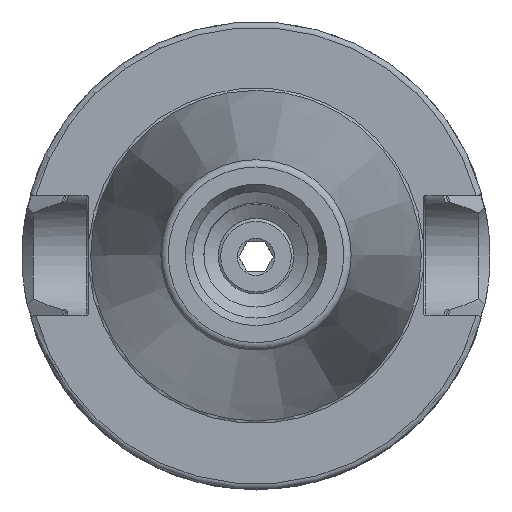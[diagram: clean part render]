
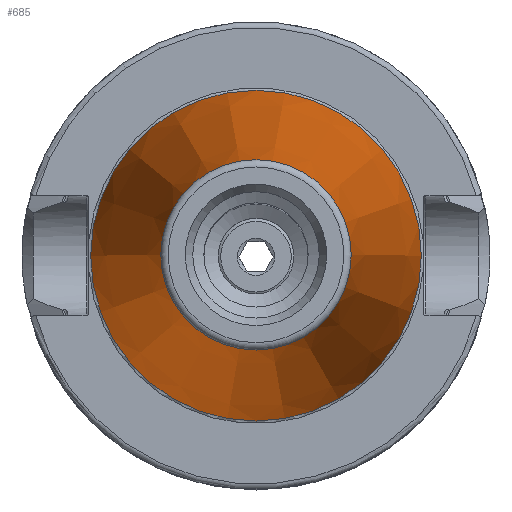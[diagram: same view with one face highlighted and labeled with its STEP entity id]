
A CAD part, top view. The second image highlights one B-rep face of the part: STEP entity #685.
In plain terms, the highlighted conical face has half-angle 8.298 degrees and reference radius 12.687 mm.
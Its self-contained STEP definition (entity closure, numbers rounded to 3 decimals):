
#685=ADVANCED_FACE('',(#887,#888),#844,.T.);
#844=CONICAL_SURFACE('',#2814,12.687,8.298);
#887=FACE_BOUND('',#1019,.T.);
#888=FACE_BOUND('',#1020,.T.);
#1019=EDGE_LOOP('',(#1317));
#1020=EDGE_LOOP('',(#1318));
#1317=ORIENTED_EDGE('',*,*,#2300,.F.);
#1318=ORIENTED_EDGE('',*,*,#2304,.T.);
#2034=VERTEX_POINT('',#4118);
#2036=VERTEX_POINT('',#4136);
#2300=EDGE_CURVE('',#2034,#2034,#2630,.T.);
#2304=EDGE_CURVE('',#2036,#2036,#2632,.T.);
#2630=CIRCLE('',#2808,22.254);
#2632=CIRCLE('',#2812,12.812);
#2808=AXIS2_PLACEMENT_3D('',#4117,#3187,#3188);
#2812=AXIS2_PLACEMENT_3D('',#4135,#3195,#3196);
#2814=AXIS2_PLACEMENT_3D('',#4138,#3199,#3200);
#3187=DIRECTION('',(0.,0.,-1.));
#3188=DIRECTION('',(1.,0.,0.));
#3195=DIRECTION('',(0.,0.,-1.));
#3196=DIRECTION('',(0.,-1.,0.));
#3199=DIRECTION('',(0.,0.,-1.));
#3200=DIRECTION('',(0.,1.,0.));
#4117=CARTESIAN_POINT('',(0.,0.,-0.2));
#4118=CARTESIAN_POINT('',(22.254,0.,-0.2));
#4135=CARTESIAN_POINT('',(0.,0.,64.541));
#4136=CARTESIAN_POINT('',(0.,-12.812,64.541));
#4138=CARTESIAN_POINT('',(0.,0.,65.397));
